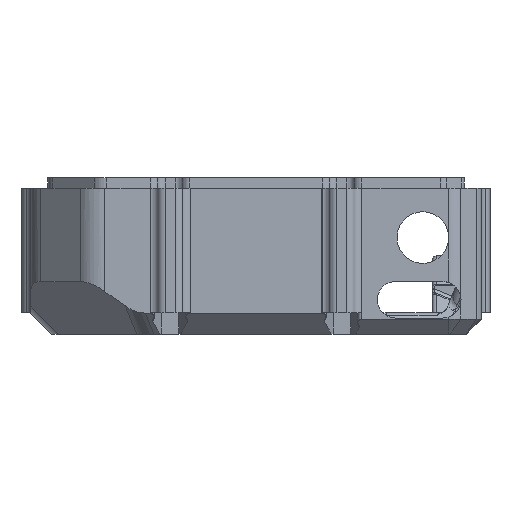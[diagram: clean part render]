
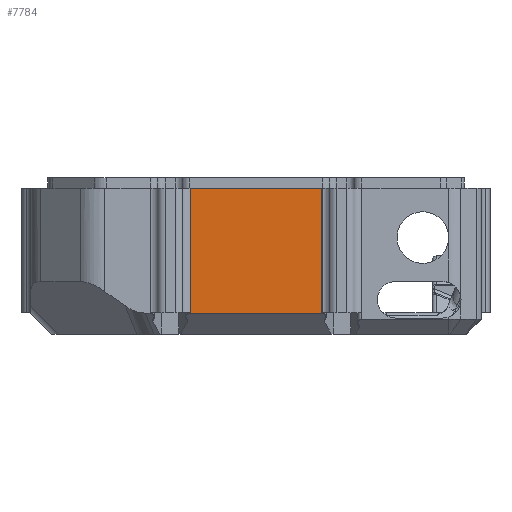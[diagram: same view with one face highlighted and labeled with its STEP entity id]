
A CAD part, left-side view. The second image highlights one B-rep face of the part: STEP entity #7784.
In plain terms, the highlighted planar face has unit normal (-1, 0, 0).
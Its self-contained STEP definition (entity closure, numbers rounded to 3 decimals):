
#3334=CARTESIAN_POINT('',(-74.,9.846,24.));
#3335=VERTEX_POINT('',#3334);
#3343=CARTESIAN_POINT('',(-74.,-20.846,24.));
#3344=VERTEX_POINT('',#3343);
#3345=CARTESIAN_POINT('',(-74.,-20.846,24.));
#3346=DIRECTION('',(0.,1.,0.));
#3347=VECTOR('',#3346,30.693);
#3348=LINE('',#3345,#3347);
#3349=EDGE_CURVE('',#3344,#3335,#3348,.T.);
#7501=CARTESIAN_POINT('',(-74.,9.846,-5.101));
#7502=VERTEX_POINT('',#7501);
#7503=CARTESIAN_POINT('',(-74.,-20.846,-5.101));
#7504=VERTEX_POINT('',#7503);
#7505=CARTESIAN_POINT('',(-74.,9.846,-5.101));
#7506=DIRECTION('',(0.,-1.,0.));
#7507=VECTOR('',#7506,30.693);
#7508=LINE('',#7505,#7507);
#7509=EDGE_CURVE('',#7502,#7504,#7508,.T.);
#7763=CARTESIAN_POINT('',(-74.,-5.5,-8.));
#7764=DIRECTION('',(1.,0.,0.));
#7765=DIRECTION('',(0.,0.,-1.));
#7766=AXIS2_PLACEMENT_3D('',#7763,#7764,#7765);
#7767=PLANE('',#7766);
#7768=ORIENTED_EDGE('',*,*,#3349,.T.);
#7769=CARTESIAN_POINT('',(-74.,9.846,24.));
#7770=DIRECTION('',(0.,0.,-1.));
#7771=VECTOR('',#7770,29.101);
#7772=LINE('',#7769,#7771);
#7773=EDGE_CURVE('',#3335,#7502,#7772,.T.);
#7774=ORIENTED_EDGE('',*,*,#7773,.T.);
#7775=ORIENTED_EDGE('',*,*,#7509,.T.);
#7776=CARTESIAN_POINT('',(-74.,-20.846,-5.101));
#7777=DIRECTION('',(0.,0.,1.));
#7778=VECTOR('',#7777,29.101);
#7779=LINE('',#7776,#7778);
#7780=EDGE_CURVE('',#7504,#3344,#7779,.T.);
#7781=ORIENTED_EDGE('',*,*,#7780,.T.);
#7782=EDGE_LOOP('',(#7768,#7774,#7775,#7781));
#7783=FACE_BOUND('',#7782,.T.);
#7784=ADVANCED_FACE('',(#7783),#7767,.F.);
